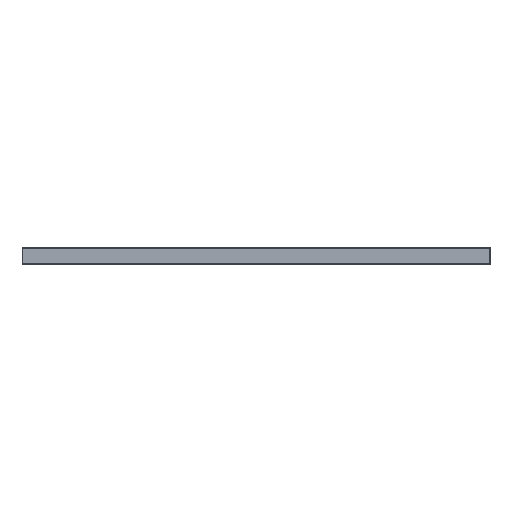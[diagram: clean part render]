
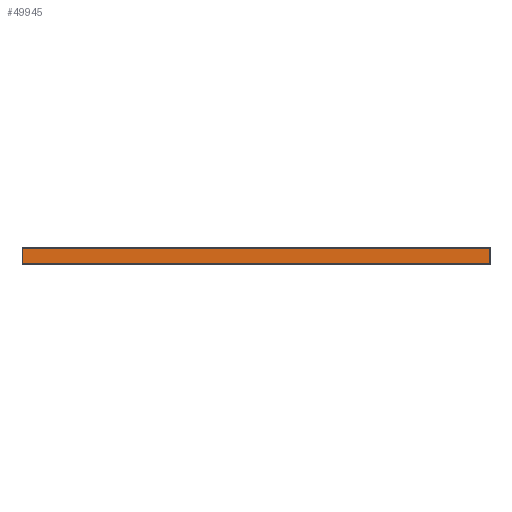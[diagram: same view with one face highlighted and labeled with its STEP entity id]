
A CAD part, left-side view. The second image highlights one B-rep face of the part: STEP entity #49945.
In plain terms, the highlighted planar face has unit normal (-1, 0, 0).
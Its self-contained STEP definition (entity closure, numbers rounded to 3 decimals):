
#49889 = VERTEX_POINT('',#49890);
#49890 = CARTESIAN_POINT('',(76.2,-116.681,1.51));
#49896 = EDGE_CURVE('',#49897,#49889,#49899,.T.);
#49897 = VERTEX_POINT('',#49898);
#49898 = CARTESIAN_POINT('',(76.2,-116.681,0.));
#49899 = LINE('',#49900,#49901);
#49900 = CARTESIAN_POINT('',(76.2,-116.681,0.));
#49901 = VECTOR('',#49902,1.);
#49902 = DIRECTION('',(0.,0.,1.));
#49945 = ADVANCED_FACE('',(#49946),#49971,.T.);
#49946 = FACE_BOUND('',#49947,.T.);
#49947 = EDGE_LOOP('',(#49948,#49949,#49957,#49965));
#49948 = ORIENTED_EDGE('',*,*,#49896,.T.);
#49949 = ORIENTED_EDGE('',*,*,#49950,.T.);
#49950 = EDGE_CURVE('',#49889,#49951,#49953,.T.);
#49951 = VERTEX_POINT('',#49952);
#49952 = CARTESIAN_POINT('',(76.2,-70.938,1.51));
#49953 = LINE('',#49954,#49955);
#49954 = CARTESIAN_POINT('',(76.2,-116.681,1.51));
#49955 = VECTOR('',#49956,1.);
#49956 = DIRECTION('',(0.,1.,0.));
#49957 = ORIENTED_EDGE('',*,*,#49958,.F.);
#49958 = EDGE_CURVE('',#49959,#49951,#49961,.T.);
#49959 = VERTEX_POINT('',#49960);
#49960 = CARTESIAN_POINT('',(76.2,-70.938,0.));
#49961 = LINE('',#49962,#49963);
#49962 = CARTESIAN_POINT('',(76.2,-70.938,0.));
#49963 = VECTOR('',#49964,1.);
#49964 = DIRECTION('',(0.,0.,1.));
#49965 = ORIENTED_EDGE('',*,*,#49966,.F.);
#49966 = EDGE_CURVE('',#49897,#49959,#49967,.T.);
#49967 = LINE('',#49968,#49969);
#49968 = CARTESIAN_POINT('',(76.2,-116.681,0.));
#49969 = VECTOR('',#49970,1.);
#49970 = DIRECTION('',(0.,1.,0.));
#49971 = PLANE('',#49972);
#49972 = AXIS2_PLACEMENT_3D('',#49973,#49974,#49975);
#49973 = CARTESIAN_POINT('',(76.2,-116.681,0.));
#49974 = DIRECTION('',(-1.,0.,0.));
#49975 = DIRECTION('',(0.,1.,0.));
